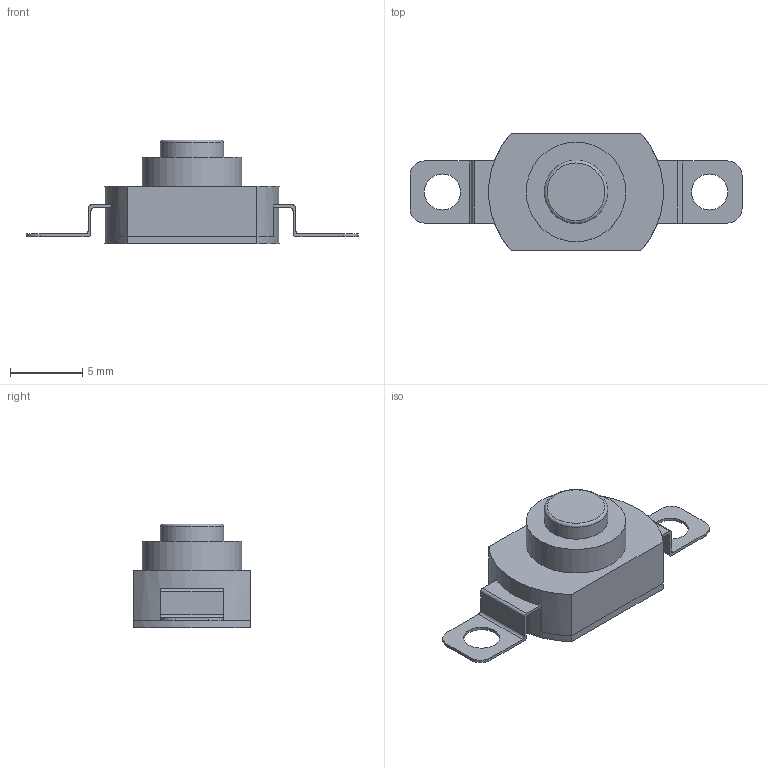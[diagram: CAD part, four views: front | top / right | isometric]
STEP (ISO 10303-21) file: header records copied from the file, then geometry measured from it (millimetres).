
FILE_DESCRIPTION(/* description */ (''),/* implementation_level */ '2;1');
FILE_NAME(/* name */ 'SW_LG-15F.step',/* time_stamp */ '2020-07-04T00:26:49-07:00',/* author */ (''),/* organization */ (''),/* preprocessor_version */ 'ST-DEVELOPER v18',/* originating_system */ 'Autodesk Translation Framework v8.2.0.1029',/* authorisation */ '');
FILE_SCHEMA (('AUTOMOTIVE_DESIGN { 1 0 10303 214 3 1 1 }'));
Length unit declared in the file: millimetre
Products named in the file (1): SW_LG-15F
Bounding box: 23 x 8.1 x 7.2 mm (x, y, z)
Volume: 461.2 mm3; surface area: 909.8 mm2
Topology: 5 solids, 5 shells, 60 faces, 146 edges, 97 vertices
Faces by surface type: plane 39, cylinder 20, torus 1
Full cylindrical faces by diameter (mm): 2.5 x2, 4.4 x1, 6.9 x1
Entity records: 1830 total; most frequent: DIRECTION 318, CARTESIAN_POINT 304, ORIENTED_EDGE 292, EDGE_CURVE 146, AXIS2_PLACEMENT_3D 111, VERTEX_POINT 97, LINE 96, VECTOR 96
